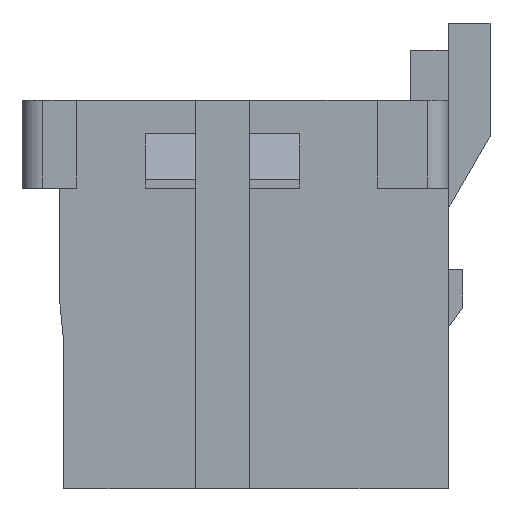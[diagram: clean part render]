
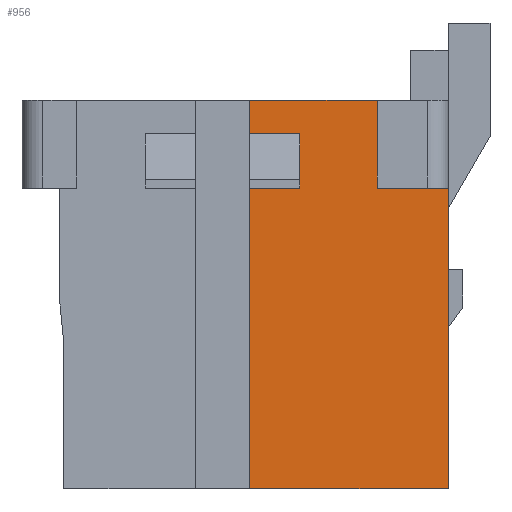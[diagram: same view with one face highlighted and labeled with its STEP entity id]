
A CAD part, left-side view. The second image highlights one B-rep face of the part: STEP entity #956.
In plain terms, the highlighted planar face has unit normal (-1, 0, 0).
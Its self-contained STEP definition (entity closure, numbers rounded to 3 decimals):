
#956 = ADVANCED_FACE( '', ( #2043 ), #2044, .F. );
#2043 = FACE_OUTER_BOUND( '', #3227, .T. );
#2044 = PLANE( '', #3228 );
#3227 = EDGE_LOOP( '', ( #6242, #6243, #6244, #6245, #6246, #6247, #6248, #6249, #6250, #6251 ) );
#3228 = AXIS2_PLACEMENT_3D( '', #6252, #6253, #6254 );
#6242 = ORIENTED_EDGE( '', *, *, #7881, .T. );
#6243 = ORIENTED_EDGE( '', *, *, #8261, .T. );
#6244 = ORIENTED_EDGE( '', *, *, #7398, .F. );
#6245 = ORIENTED_EDGE( '', *, *, #8419, .F. );
#6246 = ORIENTED_EDGE( '', *, *, #7535, .F. );
#6247 = ORIENTED_EDGE( '', *, *, #8477, .F. );
#6248 = ORIENTED_EDGE( '', *, *, #8478, .F. );
#6249 = ORIENTED_EDGE( '', *, *, #8271, .F. );
#6250 = ORIENTED_EDGE( '', *, *, #7394, .F. );
#6251 = ORIENTED_EDGE( '', *, *, #7762, .T. );
#6252 = CARTESIAN_POINT( '', ( -5.8, 0., 0. ) );
#6253 = DIRECTION( '', ( 1., 0., 0. ) );
#6254 = DIRECTION( '', ( 0., 0., -1. ) );
#7394 = EDGE_CURVE( '', #8985, #8987, #8988, .T. );
#7398 = EDGE_CURVE( '', #8993, #8995, #8996, .T. );
#7535 = EDGE_CURVE( '', #9228, #9230, #9231, .T. );
#7762 = EDGE_CURVE( '', #8985, #9599, #9601, .T. );
#7881 = EDGE_CURVE( '', #9599, #9777, #9778, .T. );
#8261 = EDGE_CURVE( '', #9777, #8995, #10319, .T. );
#8271 = EDGE_CURVE( '', #8987, #10332, #10333, .T. );
#8419 = EDGE_CURVE( '', #9230, #8993, #10521, .T. );
#8477 = EDGE_CURVE( '', #10587, #9228, #10588, .T. );
#8478 = EDGE_CURVE( '', #10332, #10587, #10589, .T. );
#8985 = VERTEX_POINT( '', #11262 );
#8987 = VERTEX_POINT( '', #11265 );
#8988 = LINE( '', #11266, #11267 );
#8993 = VERTEX_POINT( '', #11274 );
#8995 = VERTEX_POINT( '', #11277 );
#8996 = LINE( '', #11278, #11279 );
#9228 = VERTEX_POINT( '', #11622 );
#9230 = VERTEX_POINT( '', #11625 );
#9231 = LINE( '', #11626, #11627 );
#9599 = VERTEX_POINT( '', #12176 );
#9601 = LINE( '', #12179, #12180 );
#9777 = VERTEX_POINT( '', #12446 );
#9778 = LINE( '', #12447, #12448 );
#10319 = LINE( '', #13268, #13269 );
#10332 = VERTEX_POINT( '', #13290 );
#10333 = LINE( '', #13291, #13292 );
#10521 = LINE( '', #13585, #13586 );
#10587 = VERTEX_POINT( '', #13686 );
#10588 = LINE( '', #13687, #13688 );
#10589 = LINE( '', #13689, #13690 );
#11262 = CARTESIAN_POINT( '', ( -5.8, -0.35, 3.85 ) );
#11265 = CARTESIAN_POINT( '', ( -5.8, -0.35, 4.65 ) );
#11266 = CARTESIAN_POINT( '', ( -5.8, -0.35, -4.65 ) );
#11267 = VECTOR( '', #14117, 1000. );
#11274 = CARTESIAN_POINT( '', ( -5.8, -0.35, -4.65 ) );
#11277 = CARTESIAN_POINT( '', ( -5.8, -0.35, 2.55 ) );
#11278 = CARTESIAN_POINT( '', ( -5.8, -0.35, -4.65 ) );
#11279 = VECTOR( '', #14121, 1000. );
#11622 = CARTESIAN_POINT( '', ( -5.8, -5.1, 2.55 ) );
#11625 = CARTESIAN_POINT( '', ( -5.8, -5.1, -4.65 ) );
#11626 = CARTESIAN_POINT( '', ( -5.8, -5.1, 4.65 ) );
#11627 = VECTOR( '', #14237, 1000. );
#12176 = CARTESIAN_POINT( '', ( -5.8, -1.55, 3.85 ) );
#12179 = CARTESIAN_POINT( '', ( -5.8, -0.35, 3.85 ) );
#12180 = VECTOR( '', #14432, 1000. );
#12446 = CARTESIAN_POINT( '', ( -5.8, -1.55, 2.55 ) );
#12447 = CARTESIAN_POINT( '', ( -5.8, -1.55, 3.85 ) );
#12448 = VECTOR( '', #14526, 1000. );
#13268 = CARTESIAN_POINT( '', ( -5.8, -1.55, 2.55 ) );
#13269 = VECTOR( '', #14827, 1000. );
#13290 = CARTESIAN_POINT( '', ( -5.8, -3.4, 4.65 ) );
#13291 = CARTESIAN_POINT( '', ( -5.8, 5.1, 4.65 ) );
#13292 = VECTOR( '', #14836, 1000. );
#13585 = CARTESIAN_POINT( '', ( -5.8, -5.1, -4.65 ) );
#13586 = VECTOR( '', #14948, 1000. );
#13686 = CARTESIAN_POINT( '', ( -5.8, -3.4, 2.55 ) );
#13687 = CARTESIAN_POINT( '', ( -5.8, -3.4, 2.55 ) );
#13688 = VECTOR( '', #14983, 1000. );
#13689 = CARTESIAN_POINT( '', ( -5.8, -3.4, 4.65 ) );
#13690 = VECTOR( '', #14984, 1000. );
#14117 = DIRECTION( '', ( 0., 0., 1. ) );
#14121 = DIRECTION( '', ( 0., 0., 1. ) );
#14237 = DIRECTION( '', ( 0., 0., -1. ) );
#14432 = DIRECTION( '', ( 0., -1., 0. ) );
#14526 = DIRECTION( '', ( 0., 0., -1. ) );
#14827 = DIRECTION( '', ( 0., 1., 0. ) );
#14836 = DIRECTION( '', ( 0., -1., 0. ) );
#14948 = DIRECTION( '', ( 0., 1., 0. ) );
#14983 = DIRECTION( '', ( 0., -1., 0. ) );
#14984 = DIRECTION( '', ( 0., 0., -1. ) );
